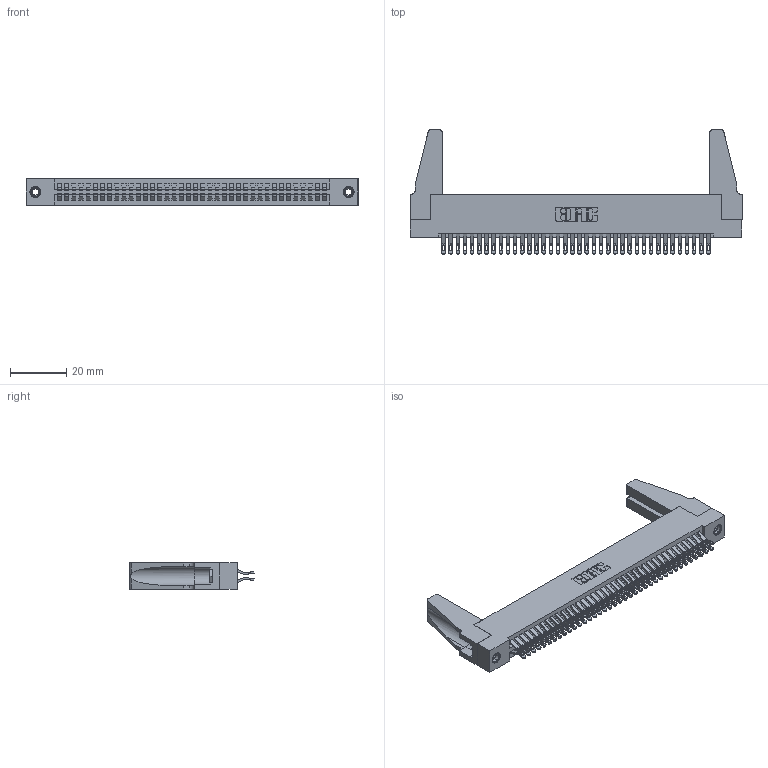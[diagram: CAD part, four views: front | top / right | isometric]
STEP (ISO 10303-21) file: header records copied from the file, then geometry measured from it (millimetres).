
FILE_DESCRIPTION (( 'STEP AP203' ), '1' );
FILE_NAME ('345-076-555-288.STEP', '2019-10-31T13:19:27', ( '' ), ( '' ), 'SwSTEP 2.0', 'SolidWorks 2016', '' );
FILE_SCHEMA (( 'CONFIG_CONTROL_DESIGN' ));
Length unit declared in the file: inch
Products named in the file (5): 345-250-001_345-250-001-102; 345 Part_Flush Mounting Lugs - 0.156 Dia-TH; 345-292-001_555 Tail; 345-076-555-288; 345-220-078_345-220-088
Assembly tree (81 placements, depth 2):
  345-076-555-288
    345 Part_Flush Mounting Lugs - 0.156 Dia-TH
    345-292-001_555 Tail  x76
    345-250-001_345-250-001-102  x2
    345-220-078_345-220-088  x2
Bounding box: 117.75 x 43.99 x 9.4 mm (x, y, z)
Volume: 14874.5 mm3; surface area: 20990.8 mm2
Topology: 81 solids, 81 shells, 4506 faces, 14107 edges, 9394 vertices
Faces by surface type: plane 2508, cylinder 1982, cone 12, torus 4
Entity records: 32828 total; most frequent: CARTESIAN_POINT 5536, ORIENTED_EDGE 5400, DIRECTION 4860, EDGE_CURVE 2700, VECTOR 2354, LINE 2354, VERTEX_POINT 1794, AXIS2_PLACEMENT_3D 1253
